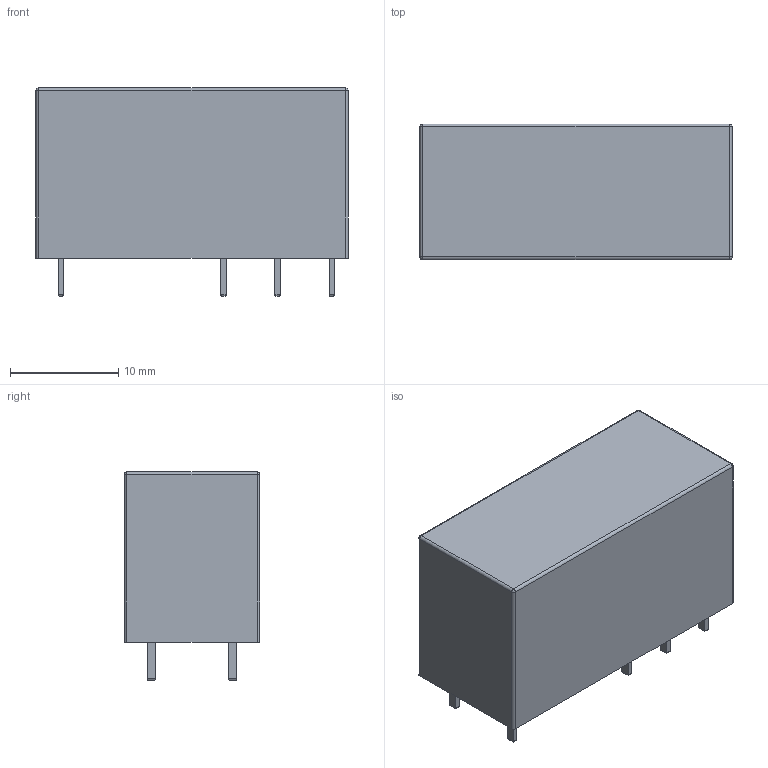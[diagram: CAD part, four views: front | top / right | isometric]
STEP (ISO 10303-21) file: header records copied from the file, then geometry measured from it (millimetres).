
FILE_DESCRIPTION(/* description */ ('model of Relay_DPDT_Omron_G2RL'),/* implementation_level */ '2;1');
FILE_NAME(/* name */ 'Relay_DPDT_Omron_G2RL.step',/* time_stamp */ '2020-03-24T15:06:52',/* author */ ('kicad StepUp','ksu'),/* organization */ ('FreeCAD'),/* preprocessor_version */ 'OCC',/* originating_system */ 'kicad StepUp',/* authorisation */ '');
FILE_SCHEMA(('AUTOMOTIVE_DESIGN { 1 0 10303 214 1 1 1 1 }'));
Length unit declared in the file: millimetre
Products named in the file (1): Relay_DPDT_Omron_G2RL
Bounding box: 28.8 x 12.5 x 19.2 mm (x, y, z)
Volume: 5661.2 mm3; surface area: 2073 mm2
Topology: 1 solids, 1 shells, 90 faces, 200 edges, 116 vertices
Faces by surface type: plane 46, cylinder 40, sphere 4
Entity records: 3039 total; most frequent: DIRECTION 426, CARTESIAN_POINT 403, ORIENTED_EDGE 392, EDGE_CURVE 196, LINE 148, VECTOR 148, AXIS2_PLACEMENT_3D 139, VERTEX_POINT 116
